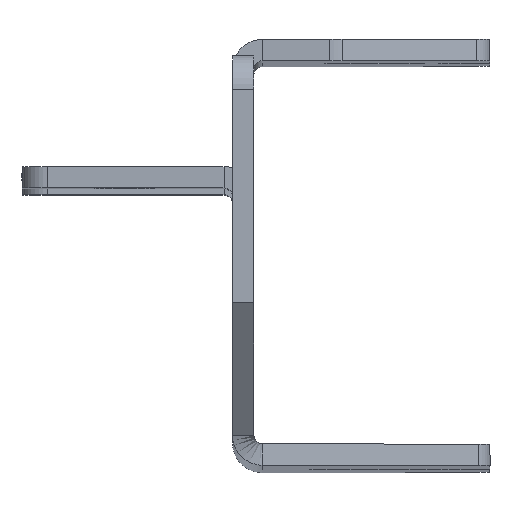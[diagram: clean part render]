
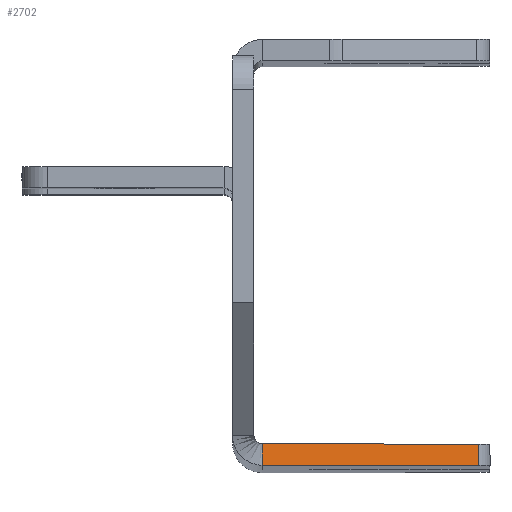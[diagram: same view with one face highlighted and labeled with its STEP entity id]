
A CAD part, top view. The second image highlights one B-rep face of the part: STEP entity #2702.
In plain terms, the highlighted planar face has unit normal (0.567, 0, 0.824).
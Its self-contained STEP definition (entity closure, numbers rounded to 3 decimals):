
#6 = LINE ( 'NONE', #2633, #13 ) ;
#13 = VECTOR ( 'NONE', #3090, 1000. ) ;
#112 = EDGE_LOOP ( 'NONE', ( #1467, #1858, #3387, #2336 ) ) ;
#218 = AXIS2_PLACEMENT_3D ( 'NONE', #2863, #3377, #2539 ) ;
#225 = VERTEX_POINT ( 'NONE', #3147 ) ;
#259 = CARTESIAN_POINT ( 'NONE',  ( 3.5, -22.5, 252.374 ) ) ;
#321 = CARTESIAN_POINT ( 'NONE',  ( 28.874, -22.5, 234.894 ) ) ;
#489 = LINE ( 'NONE', #1786, #504 ) ;
#504 = VECTOR ( 'NONE', #2208, 1000. ) ;
#1235 = CARTESIAN_POINT ( 'NONE',  ( 3.5, -22.5, 252.374 ) ) ;
#1323 = CARTESIAN_POINT ( 'NONE',  ( 28.874, -22.5, 234.894 ) ) ;
#1379 = FACE_OUTER_BOUND ( 'NONE', #112, .T. ) ;
#1450 = DIRECTION ( 'NONE',  ( 0.824, 0., -0.567 ) ) ;
#1467 = ORIENTED_EDGE ( 'NONE', *, *, #2890, .F. ) ;
#1511 = EDGE_CURVE ( 'NONE', #1711, #1817, #2536, .T. ) ;
#1711 = VERTEX_POINT ( 'NONE', #259 ) ;
#1786 = CARTESIAN_POINT ( 'NONE',  ( 28.874, -22.5, 234.894 ) ) ;
#1817 = VERTEX_POINT ( 'NONE', #321 ) ;
#1858 = ORIENTED_EDGE ( 'NONE', *, *, #1983, .T. ) ;
#1983 = EDGE_CURVE ( 'NONE', #3235, #225, #6, .T. ) ;
#2073 = PLANE ( 'NONE',  #218 ) ;
#2207 = EDGE_CURVE ( 'NONE', #1817, #225, #489, .T. ) ;
#2208 = DIRECTION ( 'NONE',  ( 0., -1., 0. ) ) ;
#2336 = ORIENTED_EDGE ( 'NONE', *, *, #1511, .F. ) ;
#2536 = LINE ( 'NONE', #1323, #2543 ) ;
#2539 = DIRECTION ( 'NONE',  ( -0.824, 0., 0.567 ) ) ;
#2543 = VECTOR ( 'NONE', #1450, 1000. ) ;
#2545 = CARTESIAN_POINT ( 'NONE',  ( 3.5, -25., 252.374 ) ) ;
#2583 = B_SPLINE_CURVE_WITH_KNOTS ( 'NONE', 1,
 ( #2545, #1235 ),
 .UNSPECIFIED., .F., .F.,
 ( 2, 2 ),
 ( 0., 1. ),
 .UNSPECIFIED. ) ;
#2633 = CARTESIAN_POINT ( 'NONE',  ( 28.874, -25., 234.894 ) ) ;
#2702 = ADVANCED_FACE ( 'NONE', ( #1379 ), #2073, .F. ) ;
#2863 = CARTESIAN_POINT ( 'NONE',  ( 28.874, -22.5, 234.894 ) ) ;
#2890 = EDGE_CURVE ( 'NONE', #3235, #1711, #2583, .T. ) ;
#3056 = CARTESIAN_POINT ( 'NONE',  ( 3.5, -25., 252.374 ) ) ;
#3090 = DIRECTION ( 'NONE',  ( 0.824, 0., -0.567 ) ) ;
#3147 = CARTESIAN_POINT ( 'NONE',  ( 28.874, -25., 234.894 ) ) ;
#3235 = VERTEX_POINT ( 'NONE', #3056 ) ;
#3377 = DIRECTION ( 'NONE',  ( -0.567, 0., -0.824 ) ) ;
#3387 = ORIENTED_EDGE ( 'NONE', *, *, #2207, .F. ) ;
